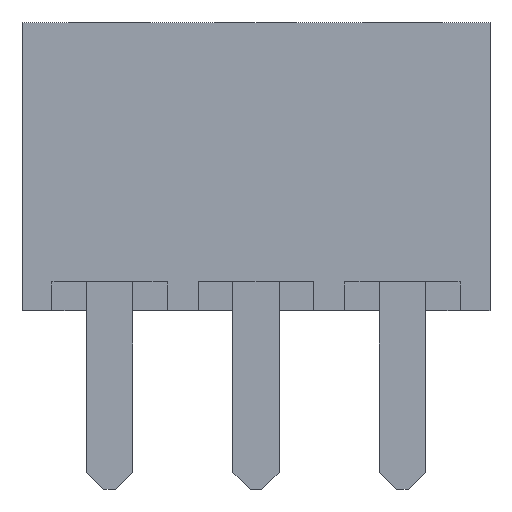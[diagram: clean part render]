
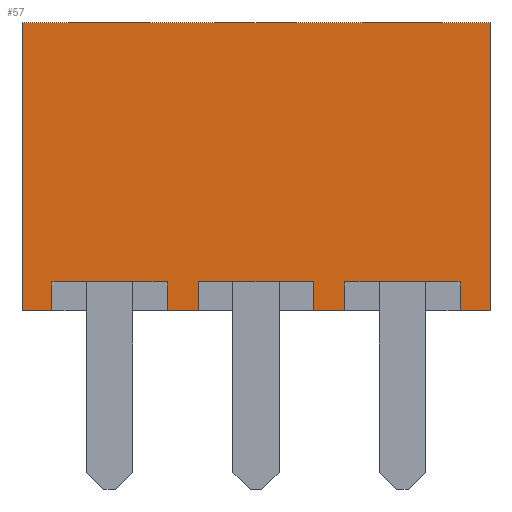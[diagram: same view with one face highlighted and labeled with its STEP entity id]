
A CAD part, left-side view. The second image highlights one B-rep face of the part: STEP entity #57.
In plain terms, the highlighted planar face has unit normal (-1, 0, 0).
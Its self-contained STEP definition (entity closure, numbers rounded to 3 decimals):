
#21 = EDGE_CURVE('',#22,#24,#26,.T.);
#22 = VERTEX_POINT('',#23);
#23 = CARTESIAN_POINT('',(1.27,-6.6,0.));
#24 = VERTEX_POINT('',#25);
#25 = CARTESIAN_POINT('',(1.27,-6.6,5.));
#26 = LINE('',#27,#28);
#27 = CARTESIAN_POINT('',(1.27,-6.6,0.));
#28 = VECTOR('',#29,1.);
#29 = DIRECTION('',(0.,0.,1.));
#57 = ADVANCED_FACE('',(#58),#275,.F.);
#58 = FACE_BOUND('',#59,.F.);
#59 = EDGE_LOOP('',(#60,#70,#78,#84,#85,#93,#101,#109,#117,#125,#133,
#141,#149,#157,#165,#173,#181,#189,#197,#205,#213,#221,#229,#237,
#245,#253,#261,#269));
#60 = ORIENTED_EDGE('',*,*,#61,.F.);
#61 = EDGE_CURVE('',#62,#64,#66,.T.);
#62 = VERTEX_POINT('',#63);
#63 = CARTESIAN_POINT('',(1.27,1.52,0.));
#64 = VERTEX_POINT('',#65);
#65 = CARTESIAN_POINT('',(1.27,1.,0.));
#66 = LINE('',#67,#68);
#67 = CARTESIAN_POINT('',(1.27,1.52,0.));
#68 = VECTOR('',#69,1.);
#69 = DIRECTION('',(0.,-1.,0.));
#70 = ORIENTED_EDGE('',*,*,#71,.T.);
#71 = EDGE_CURVE('',#62,#72,#74,.T.);
#72 = VERTEX_POINT('',#73);
#73 = CARTESIAN_POINT('',(1.27,1.52,5.));
#74 = LINE('',#75,#76);
#75 = CARTESIAN_POINT('',(1.27,1.52,0.));
#76 = VECTOR('',#77,1.);
#77 = DIRECTION('',(0.,0.,1.));
#78 = ORIENTED_EDGE('',*,*,#79,.T.);
#79 = EDGE_CURVE('',#72,#24,#80,.T.);
#80 = LINE('',#81,#82);
#81 = CARTESIAN_POINT('',(1.27,1.52,5.));
#82 = VECTOR('',#83,1.);
#83 = DIRECTION('',(0.,-1.,0.));
#84 = ORIENTED_EDGE('',*,*,#21,.F.);
#85 = ORIENTED_EDGE('',*,*,#86,.F.);
#86 = EDGE_CURVE('',#87,#22,#89,.T.);
#87 = VERTEX_POINT('',#88);
#88 = CARTESIAN_POINT('',(1.27,-6.08,0.));
#89 = LINE('',#90,#91);
#90 = CARTESIAN_POINT('',(1.27,1.52,0.));
#91 = VECTOR('',#92,1.);
#92 = DIRECTION('',(0.,-1.,0.));
#93 = ORIENTED_EDGE('',*,*,#94,.T.);
#94 = EDGE_CURVE('',#87,#95,#97,.T.);
#95 = VERTEX_POINT('',#96);
#96 = CARTESIAN_POINT('',(1.27,-6.08,0.5));
#97 = LINE('',#98,#99);
#98 = CARTESIAN_POINT('',(1.27,-6.08,0.));
#99 = VECTOR('',#100,1.);
#100 = DIRECTION('',(0.,-0.,1.));
#101 = ORIENTED_EDGE('',*,*,#102,.F.);
#102 = EDGE_CURVE('',#103,#95,#105,.T.);
#103 = VERTEX_POINT('',#104);
#104 = CARTESIAN_POINT('',(1.27,-5.48,0.5));
#105 = LINE('',#106,#107);
#106 = CARTESIAN_POINT('',(1.27,-1.78,0.5));
#107 = VECTOR('',#108,1.);
#108 = DIRECTION('',(0.,-1.,0.));
#109 = ORIENTED_EDGE('',*,*,#110,.T.);
#110 = EDGE_CURVE('',#103,#111,#113,.T.);
#111 = VERTEX_POINT('',#112);
#112 = CARTESIAN_POINT('',(1.27,-5.48,0.505));
#113 = LINE('',#114,#115);
#114 = CARTESIAN_POINT('',(1.27,-5.48,-1.4));
#115 = VECTOR('',#116,1.);
#116 = DIRECTION('',(0.,-0.,1.));
#117 = ORIENTED_EDGE('',*,*,#118,.T.);
#118 = EDGE_CURVE('',#111,#119,#121,.T.);
#119 = VERTEX_POINT('',#120);
#120 = CARTESIAN_POINT('',(1.27,-4.68,0.505));
#121 = LINE('',#122,#123);
#122 = CARTESIAN_POINT('',(1.27,-1.58,0.505));
#123 = VECTOR('',#124,1.);
#124 = DIRECTION('',(0.,1.,0.));
#125 = ORIENTED_EDGE('',*,*,#126,.T.);
#126 = EDGE_CURVE('',#119,#127,#129,.T.);
#127 = VERTEX_POINT('',#128);
#128 = CARTESIAN_POINT('',(1.27,-4.68,0.5));
#129 = LINE('',#130,#131);
#130 = CARTESIAN_POINT('',(1.27,-4.68,0.25));
#131 = VECTOR('',#132,1.);
#132 = DIRECTION('',(0.,0.,-1.));
#133 = ORIENTED_EDGE('',*,*,#134,.F.);
#134 = EDGE_CURVE('',#135,#127,#137,.T.);
#135 = VERTEX_POINT('',#136);
#136 = CARTESIAN_POINT('',(1.27,-4.08,0.5));
#137 = LINE('',#138,#139);
#138 = CARTESIAN_POINT('',(1.27,-1.78,0.5));
#139 = VECTOR('',#140,1.);
#140 = DIRECTION('',(0.,-1.,0.));
#141 = ORIENTED_EDGE('',*,*,#142,.T.);
#142 = EDGE_CURVE('',#135,#143,#145,.T.);
#143 = VERTEX_POINT('',#144);
#144 = CARTESIAN_POINT('',(1.27,-4.08,0.));
#145 = LINE('',#146,#147);
#146 = CARTESIAN_POINT('',(1.27,-4.08,0.));
#147 = VECTOR('',#148,1.);
#148 = DIRECTION('',(0.,0.,-1.));
#149 = ORIENTED_EDGE('',*,*,#150,.F.);
#150 = EDGE_CURVE('',#151,#143,#153,.T.);
#151 = VERTEX_POINT('',#152);
#152 = CARTESIAN_POINT('',(1.27,-3.54,0.));
#153 = LINE('',#154,#155);
#154 = CARTESIAN_POINT('',(1.27,1.52,0.));
#155 = VECTOR('',#156,1.);
#156 = DIRECTION('',(0.,-1.,0.));
#157 = ORIENTED_EDGE('',*,*,#158,.T.);
#158 = EDGE_CURVE('',#151,#159,#161,.T.);
#159 = VERTEX_POINT('',#160);
#160 = CARTESIAN_POINT('',(1.27,-3.54,0.5));
#161 = LINE('',#162,#163);
#162 = CARTESIAN_POINT('',(1.27,-3.54,0.));
#163 = VECTOR('',#164,1.);
#164 = DIRECTION('',(0.,-0.,1.));
#165 = ORIENTED_EDGE('',*,*,#166,.F.);
#166 = EDGE_CURVE('',#167,#159,#169,.T.);
#167 = VERTEX_POINT('',#168);
#168 = CARTESIAN_POINT('',(1.27,-2.94,0.5));
#169 = LINE('',#170,#171);
#170 = CARTESIAN_POINT('',(1.27,-0.51,0.5));
#171 = VECTOR('',#172,1.);
#172 = DIRECTION('',(0.,-1.,0.));
#173 = ORIENTED_EDGE('',*,*,#174,.T.);
#174 = EDGE_CURVE('',#167,#175,#177,.T.);
#175 = VERTEX_POINT('',#176);
#176 = CARTESIAN_POINT('',(1.27,-2.94,0.505));
#177 = LINE('',#178,#179);
#178 = CARTESIAN_POINT('',(1.27,-2.94,-1.4));
#179 = VECTOR('',#180,1.);
#180 = DIRECTION('',(0.,-0.,1.));
#181 = ORIENTED_EDGE('',*,*,#182,.T.);
#182 = EDGE_CURVE('',#175,#183,#185,.T.);
#183 = VERTEX_POINT('',#184);
#184 = CARTESIAN_POINT('',(1.27,-2.14,0.505));
#185 = LINE('',#186,#187);
#186 = CARTESIAN_POINT('',(1.27,-0.31,0.505));
#187 = VECTOR('',#188,1.);
#188 = DIRECTION('',(0.,1.,0.));
#189 = ORIENTED_EDGE('',*,*,#190,.T.);
#190 = EDGE_CURVE('',#183,#191,#193,.T.);
#191 = VERTEX_POINT('',#192);
#192 = CARTESIAN_POINT('',(1.27,-2.14,0.5));
#193 = LINE('',#194,#195);
#194 = CARTESIAN_POINT('',(1.27,-2.14,0.25));
#195 = VECTOR('',#196,1.);
#196 = DIRECTION('',(0.,0.,-1.));
#197 = ORIENTED_EDGE('',*,*,#198,.F.);
#198 = EDGE_CURVE('',#199,#191,#201,.T.);
#199 = VERTEX_POINT('',#200);
#200 = CARTESIAN_POINT('',(1.27,-1.54,0.5));
#201 = LINE('',#202,#203);
#202 = CARTESIAN_POINT('',(1.27,-0.51,0.5));
#203 = VECTOR('',#204,1.);
#204 = DIRECTION('',(0.,-1.,0.));
#205 = ORIENTED_EDGE('',*,*,#206,.T.);
#206 = EDGE_CURVE('',#199,#207,#209,.T.);
#207 = VERTEX_POINT('',#208);
#208 = CARTESIAN_POINT('',(1.27,-1.54,0.));
#209 = LINE('',#210,#211);
#210 = CARTESIAN_POINT('',(1.27,-1.54,0.));
#211 = VECTOR('',#212,1.);
#212 = DIRECTION('',(0.,0.,-1.));
#213 = ORIENTED_EDGE('',*,*,#214,.F.);
#214 = EDGE_CURVE('',#215,#207,#217,.T.);
#215 = VERTEX_POINT('',#216);
#216 = CARTESIAN_POINT('',(1.27,-1.,0.));
#217 = LINE('',#218,#219);
#218 = CARTESIAN_POINT('',(1.27,1.52,0.));
#219 = VECTOR('',#220,1.);
#220 = DIRECTION('',(0.,-1.,0.));
#221 = ORIENTED_EDGE('',*,*,#222,.T.);
#222 = EDGE_CURVE('',#215,#223,#225,.T.);
#223 = VERTEX_POINT('',#224);
#224 = CARTESIAN_POINT('',(1.27,-1.,0.5));
#225 = LINE('',#226,#227);
#226 = CARTESIAN_POINT('',(1.27,-1.,0.));
#227 = VECTOR('',#228,1.);
#228 = DIRECTION('',(0.,-0.,1.));
#229 = ORIENTED_EDGE('',*,*,#230,.F.);
#230 = EDGE_CURVE('',#231,#223,#233,.T.);
#231 = VERTEX_POINT('',#232);
#232 = CARTESIAN_POINT('',(1.27,-0.4,0.5));
#233 = LINE('',#234,#235);
#234 = CARTESIAN_POINT('',(1.27,0.76,0.5));
#235 = VECTOR('',#236,1.);
#236 = DIRECTION('',(0.,-1.,0.));
#237 = ORIENTED_EDGE('',*,*,#238,.T.);
#238 = EDGE_CURVE('',#231,#239,#241,.T.);
#239 = VERTEX_POINT('',#240);
#240 = CARTESIAN_POINT('',(1.27,-0.4,0.505));
#241 = LINE('',#242,#243);
#242 = CARTESIAN_POINT('',(1.27,-0.4,-1.4));
#243 = VECTOR('',#244,1.);
#244 = DIRECTION('',(0.,-0.,1.));
#245 = ORIENTED_EDGE('',*,*,#246,.T.);
#246 = EDGE_CURVE('',#239,#247,#249,.T.);
#247 = VERTEX_POINT('',#248);
#248 = CARTESIAN_POINT('',(1.27,0.4,0.505));
#249 = LINE('',#250,#251);
#250 = CARTESIAN_POINT('',(1.27,0.96,0.505));
#251 = VECTOR('',#252,1.);
#252 = DIRECTION('',(0.,1.,0.));
#253 = ORIENTED_EDGE('',*,*,#254,.T.);
#254 = EDGE_CURVE('',#247,#255,#257,.T.);
#255 = VERTEX_POINT('',#256);
#256 = CARTESIAN_POINT('',(1.27,0.4,0.5));
#257 = LINE('',#258,#259);
#258 = CARTESIAN_POINT('',(1.27,0.4,0.25));
#259 = VECTOR('',#260,1.);
#260 = DIRECTION('',(0.,0.,-1.));
#261 = ORIENTED_EDGE('',*,*,#262,.F.);
#262 = EDGE_CURVE('',#263,#255,#265,.T.);
#263 = VERTEX_POINT('',#264);
#264 = CARTESIAN_POINT('',(1.27,1.,0.5));
#265 = LINE('',#266,#267);
#266 = CARTESIAN_POINT('',(1.27,0.76,0.5));
#267 = VECTOR('',#268,1.);
#268 = DIRECTION('',(0.,-1.,0.));
#269 = ORIENTED_EDGE('',*,*,#270,.T.);
#270 = EDGE_CURVE('',#263,#64,#271,.T.);
#271 = LINE('',#272,#273);
#272 = CARTESIAN_POINT('',(1.27,1.,0.));
#273 = VECTOR('',#274,1.);
#274 = DIRECTION('',(0.,0.,-1.));
#275 = PLANE('',#276);
#276 = AXIS2_PLACEMENT_3D('',#277,#278,#279);
#277 = CARTESIAN_POINT('',(1.27,1.52,0.));
#278 = DIRECTION('',(1.,0.,-0.));
#279 = DIRECTION('',(0.,-1.,0.));
